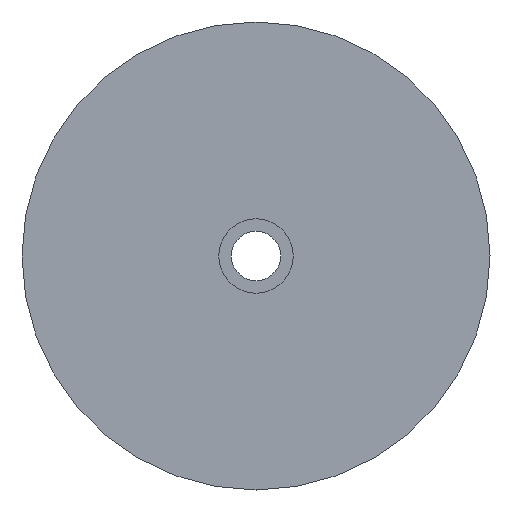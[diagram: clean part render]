
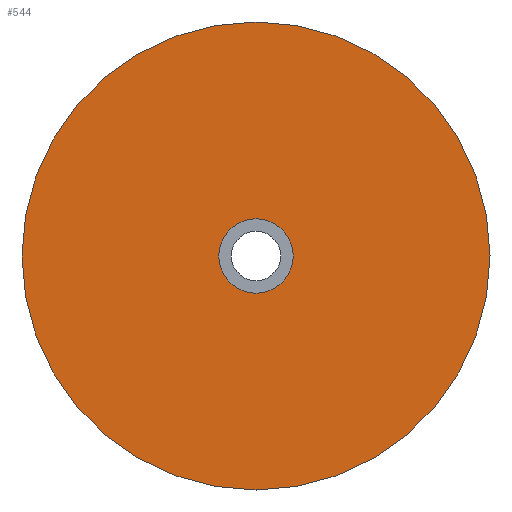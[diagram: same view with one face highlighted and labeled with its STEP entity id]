
A CAD part, left-side view. The second image highlights one B-rep face of the part: STEP entity #544.
In plain terms, the highlighted planar face has unit normal (-1, 0, 0).
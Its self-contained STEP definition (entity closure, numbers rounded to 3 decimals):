
#18=FACE_BOUND('',#200,.T.);
#44=PLANE('',#626);
#120=CIRCLE('',#611,20.75);
#123=CIRCLE('',#618,3.3);
#164=FACE_OUTER_BOUND('',#199,.T.);
#199=EDGE_LOOP('',(#507));
#200=EDGE_LOOP('',(#508));
#260=VERTEX_POINT('',#1438);
#262=VERTEX_POINT('',#1450);
#333=EDGE_CURVE('',#260,#260,#120,.T.);
#339=EDGE_CURVE('',#262,#262,#123,.T.);
#507=ORIENTED_EDGE('',*,*,#333,.T.);
#508=ORIENTED_EDGE('',*,*,#339,.F.);
#544=ADVANCED_FACE('',(#164,#18),#44,.T.);
#611=AXIS2_PLACEMENT_3D('',#1439,#747,#748);
#618=AXIS2_PLACEMENT_3D('',#1451,#764,#765);
#626=AXIS2_PLACEMENT_3D('',#1466,#784,#785);
#747=DIRECTION('center_axis',(-1.,0.,0.));
#748=DIRECTION('ref_axis',(0.,0.,1.));
#764=DIRECTION('center_axis',(-1.,0.,0.));
#765=DIRECTION('ref_axis',(0.,0.,1.));
#784=DIRECTION('center_axis',(-1.,0.,0.));
#785=DIRECTION('ref_axis',(0.,0.,1.));
#1438=CARTESIAN_POINT('',(-2.,0.,-20.75));
#1439=CARTESIAN_POINT('Origin',(-2.,0.,0.));
#1450=CARTESIAN_POINT('',(-2.,0.,-3.3));
#1451=CARTESIAN_POINT('Origin',(-2.,0.,0.));
#1466=CARTESIAN_POINT('Origin',(-2.,0.,3.3));
